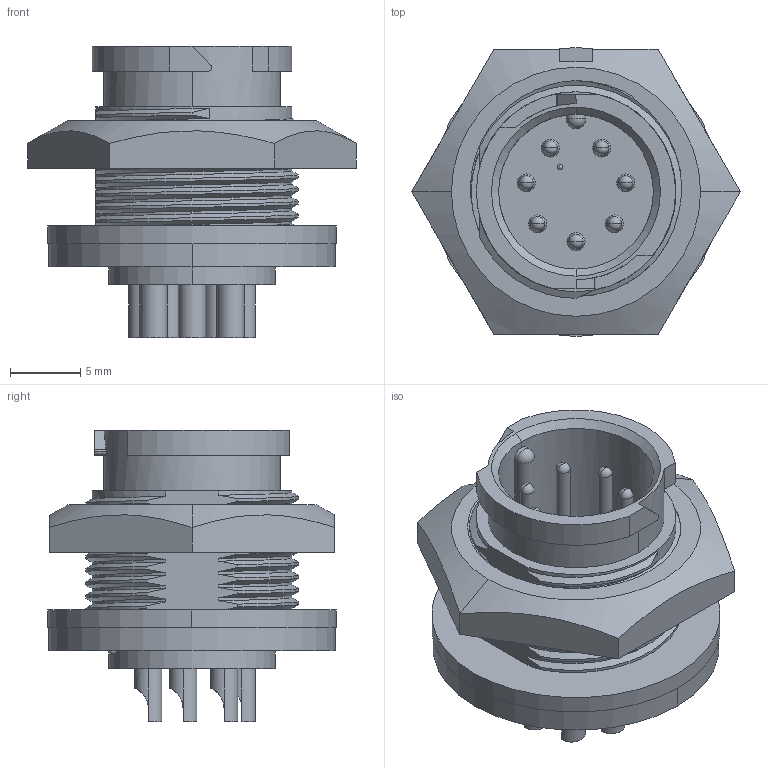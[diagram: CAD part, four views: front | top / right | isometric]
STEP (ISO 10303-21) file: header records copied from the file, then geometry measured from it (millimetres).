
FILE_DESCRIPTION (( 'STEP AP203' ), '1' );
FILE_NAME ('W7282-7PG-P-300.STEP', '2021-10-27T16:01:00', ( '' ), ( '' ), 'SwSTEP 2.0', 'SolidWorks 2020', '' );
FILE_SCHEMA (( 'CONFIG_CONTROL_DESIGN' ));
Length unit declared in the file: millimetre
Products named in the file (1): W7282-7PG-P-300
Bounding box: 23.46 x 20.62 x 20.8 mm (x, y, z)
Volume: 2946.7 mm3; surface area: 3061.2 mm2
Topology: 2 solids, 2 shells, 201 faces, 525 edges, 332 vertices
Faces by surface type: cylinder 99, plane 45, bspline 22, cone 18, sphere 17
Entity records: 12331 total; most frequent: CARTESIAN_POINT 7907, ORIENTED_EDGE 982, DIRECTION 818, EDGE_CURVE 491, VERTEX_POINT 315, AXIS2_PLACEMENT_3D 308, EDGE_LOOP 224, LINE 202
